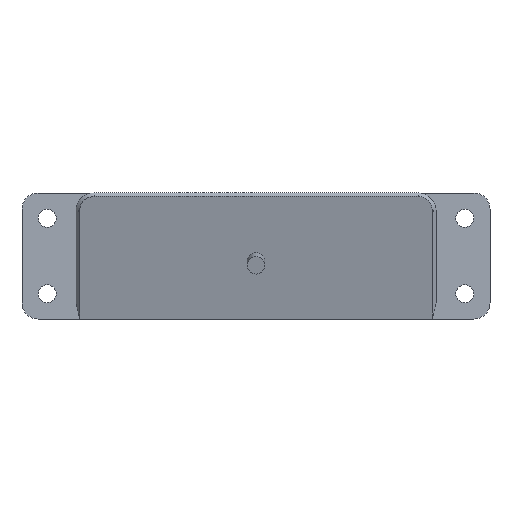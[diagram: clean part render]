
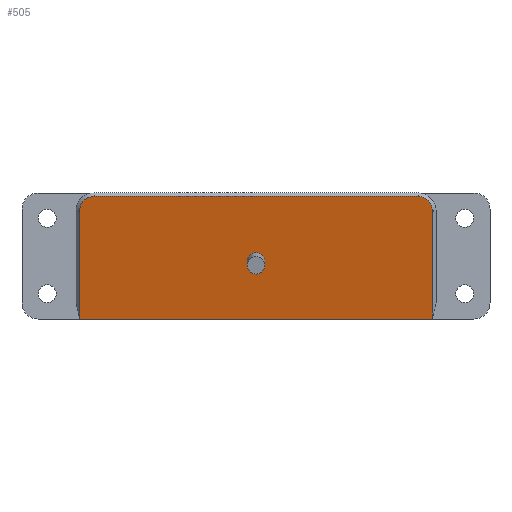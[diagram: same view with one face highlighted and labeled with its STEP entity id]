
A CAD part, top view. The second image highlights one B-rep face of the part: STEP entity #505.
In plain terms, the highlighted planar face has unit normal (0, -0.223, 0.975).
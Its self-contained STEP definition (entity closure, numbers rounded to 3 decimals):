
#26=FACE_BOUND('',#104,.T.);
#35=CIRCLE('',#545,2.451);
#56=B_SPLINE_CURVE_WITH_KNOTS('',3,(#763,#764,#765,#766,#767),
 .UNSPECIFIED.,.F.,.F.,(4,1,4),(0.,0.673,1.571),
 .UNSPECIFIED.);
#58=B_SPLINE_CURVE_WITH_KNOTS('',3,(#802,#803,#804,#805,#806),
 .UNSPECIFIED.,.F.,.F.,(4,1,4),(-1.571,-0.898,0.),
 .UNSPECIFIED.);
#59=B_SPLINE_CURVE_WITH_KNOTS('',3,(#823,#824,#825,#826),.UNSPECIFIED.,
 .F.,.F.,(4,4),(-2.18,-2.157),.UNSPECIFIED.);
#61=B_SPLINE_CURVE_WITH_KNOTS('',3,(#856,#857,#858,#859),.UNSPECIFIED.,
 .F.,.F.,(4,4),(-0.536,-0.513),.UNSPECIFIED.);
#74=FACE_OUTER_BOUND('',#103,.T.);
#103=EDGE_LOOP('',(#368,#369,#370,#371,#372,#373,#374,#375));
#104=EDGE_LOOP('',(#376));
#137=LINE('',#731,#181);
#141=LINE('',#772,#185);
#145=LINE('',#836,#189);
#148=LINE('',#865,#192);
#181=VECTOR('',#593,10.);
#185=VECTOR('',#599,10.);
#189=VECTOR('',#605,10.);
#192=VECTOR('',#610,10.);
#222=VERTEX_POINT('',#724);
#225=VERTEX_POINT('',#729);
#226=VERTEX_POINT('',#752);
#229=VERTEX_POINT('',#761);
#231=VERTEX_POINT('',#770);
#233=VERTEX_POINT('',#800);
#234=VERTEX_POINT('',#832);
#236=VERTEX_POINT('',#835);
#238=VERTEX_POINT('',#866);
#271=EDGE_CURVE('',#225,#222,#137,.T.);
#275=EDGE_CURVE('',#229,#226,#56,.T.);
#277=EDGE_CURVE('',#231,#229,#141,.T.);
#281=EDGE_CURVE('',#233,#231,#58,.T.);
#282=EDGE_CURVE('',#226,#225,#59,.T.);
#285=EDGE_CURVE('',#234,#236,#145,.T.);
#288=EDGE_CURVE('',#236,#233,#61,.T.);
#290=EDGE_CURVE('',#234,#222,#148,.T.);
#291=EDGE_CURVE('',#238,#238,#35,.T.);
#368=ORIENTED_EDGE('',*,*,#271,.F.);
#369=ORIENTED_EDGE('',*,*,#282,.F.);
#370=ORIENTED_EDGE('',*,*,#275,.F.);
#371=ORIENTED_EDGE('',*,*,#277,.F.);
#372=ORIENTED_EDGE('',*,*,#281,.F.);
#373=ORIENTED_EDGE('',*,*,#288,.F.);
#374=ORIENTED_EDGE('',*,*,#285,.F.);
#375=ORIENTED_EDGE('',*,*,#290,.T.);
#376=ORIENTED_EDGE('',*,*,#291,.T.);
#487=PLANE('',#544);
#505=ADVANCED_FACE('',(#74,#26),#487,.T.);
#544=AXIS2_PLACEMENT_3D('',#864,#608,#609);
#545=AXIS2_PLACEMENT_3D('',#867,#611,#612);
#593=DIRECTION('',(0.,-0.975,-0.223));
#599=DIRECTION('',(1.,0.,0.));
#605=DIRECTION('',(0.,0.975,0.223));
#608=DIRECTION('center_axis',(0.,-0.223,0.975));
#609=DIRECTION('ref_axis',(0.,0.975,0.223));
#610=DIRECTION('',(1.,0.,0.));
#611=DIRECTION('center_axis',(0.,0.223,-0.975));
#612=DIRECTION('ref_axis',(1.,0.,0.));
#724=CARTESIAN_POINT('',(49.,-17.5,3.));
#729=CARTESIAN_POINT('',(49.,12.277,9.806));
#731=CARTESIAN_POINT('',(49.,-8.75,5.));
#752=CARTESIAN_POINT('',(49.,12.5,9.857));
#761=CARTESIAN_POINT('',(45.,16.525,10.777));
#763=CARTESIAN_POINT('Ctrl Pts',(45.,16.525,10.777));
#764=CARTESIAN_POINT('Ctrl Pts',(45.892,16.525,10.777));
#765=CARTESIAN_POINT('Ctrl Pts',(47.98,15.803,10.612));
#766=CARTESIAN_POINT('Ctrl Pts',(49.,13.712,10.134));
#767=CARTESIAN_POINT('Ctrl Pts',(49.,12.5,9.857));
#770=CARTESIAN_POINT('',(-45.,16.525,10.777));
#772=CARTESIAN_POINT('',(65.,16.525,10.777));
#800=CARTESIAN_POINT('',(-49.,12.5,9.857));
#802=CARTESIAN_POINT('Ctrl Pts',(-49.,12.5,9.857));
#803=CARTESIAN_POINT('Ctrl Pts',(-49.,13.409,10.065));
#804=CARTESIAN_POINT('Ctrl Pts',(-48.256,15.53,10.55));
#805=CARTESIAN_POINT('Ctrl Pts',(-46.189,16.525,10.777));
#806=CARTESIAN_POINT('Ctrl Pts',(-45.,16.525,10.777));
#823=CARTESIAN_POINT('Ctrl Pts',(49.,12.5,9.857));
#824=CARTESIAN_POINT('Ctrl Pts',(49.,12.426,9.84));
#825=CARTESIAN_POINT('Ctrl Pts',(49.,12.351,9.823));
#826=CARTESIAN_POINT('Ctrl Pts',(49.,12.277,9.806));
#832=CARTESIAN_POINT('',(-49.,-17.5,3.));
#835=CARTESIAN_POINT('',(-49.,12.277,9.806));
#836=CARTESIAN_POINT('',(-49.,-8.75,5.));
#856=CARTESIAN_POINT('Ctrl Pts',(-49.,12.277,9.806));
#857=CARTESIAN_POINT('Ctrl Pts',(-49.,12.351,9.823));
#858=CARTESIAN_POINT('Ctrl Pts',(-49.,12.426,9.84));
#859=CARTESIAN_POINT('Ctrl Pts',(-49.,12.5,9.857));
#864=CARTESIAN_POINT('Origin',(65.,-17.5,3.));
#865=CARTESIAN_POINT('',(-65.,-17.5,3.));
#866=CARTESIAN_POINT('',(-2.451,-1.521,6.652));
#867=CARTESIAN_POINT('Origin',(0.,-1.521,6.652));
